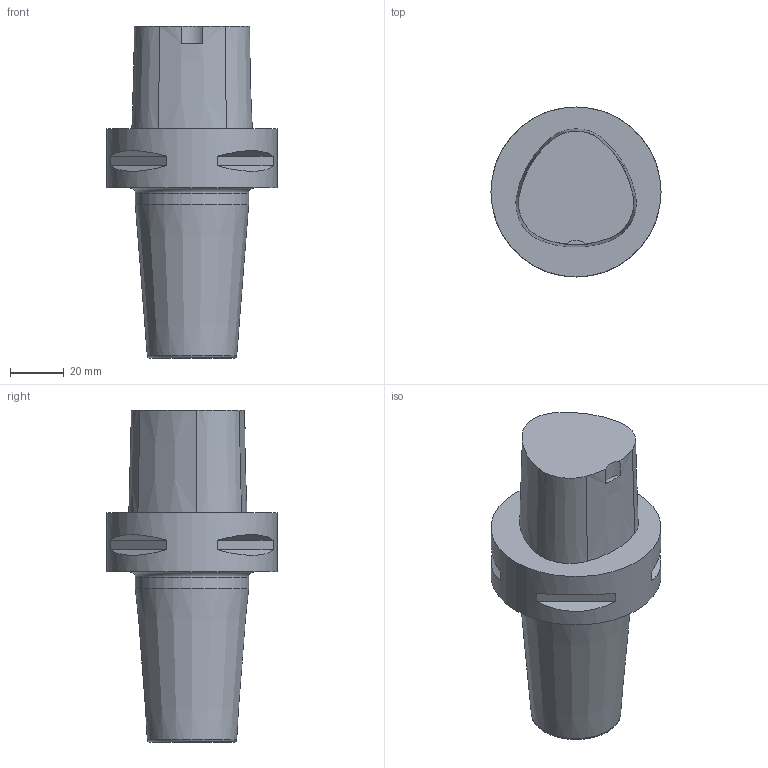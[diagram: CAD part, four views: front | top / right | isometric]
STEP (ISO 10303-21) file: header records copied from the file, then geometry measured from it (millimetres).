
FILE_DESCRIPTION(/* description */ (''),/* implementation_level */ '2;1');
FILE_NAME(/* name */ '1491828263686.stp',/* time_stamp */ '2017-04-10T14:44:28+02:00',/* author */ (''),/* organization */ ('SMS'),/* preprocessor_version */ 'ST-DEVELOPER v15',/* originating_system */ 'SIEMENS PLM Software NX 8.5',/* authorisation */ '');
FILE_SCHEMA (('AUTOMOTIVE_DESIGN { 1 0 10303 214 3 1 1 1 }'));
Length unit declared in the file: millimetre
Products named in the file (1): 201031659MOD000_01
Bounding box: 63 x 63 x 123 mm (x, y, z)
Volume: 193460.1 mm3; surface area: 22784.1 mm2
Topology: 1 solids, 1 shells, 29 faces, 60 edges, 39 vertices
Faces by surface type: plane 17, cone 7, cylinder 3, torus 2
Full cylindrical faces by diameter (mm): 42 x1, 63 x1
Entity records: 808 total; most frequent: DIRECTION 150, CARTESIAN_POINT 133, ORIENTED_EDGE 110, AXIS2_PLACEMENT_3D 64, EDGE_CURVE 55, EDGE_LOOP 40, VERTEX_POINT 39, ADVANCED_FACE 29
